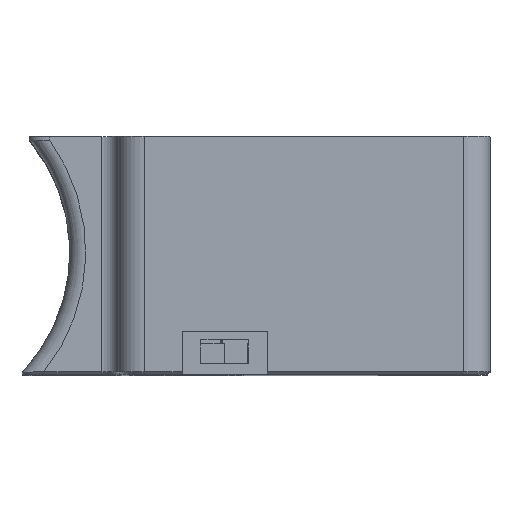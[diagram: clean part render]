
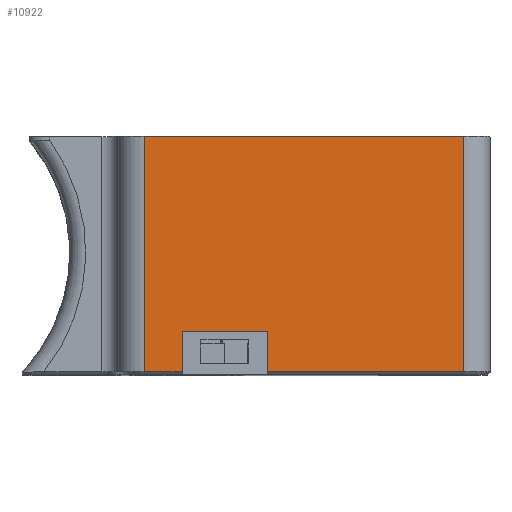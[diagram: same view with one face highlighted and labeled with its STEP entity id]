
A CAD part, top view. The second image highlights one B-rep face of the part: STEP entity #10922.
In plain terms, the highlighted planar face has unit normal (0, 0, 1).
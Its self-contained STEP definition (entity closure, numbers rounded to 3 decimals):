
#491=FACE_OUTER_BOUND('',#1081,.T.);
#1081=EDGE_LOOP('',(#8052,#8053,#8054,#8055,#8056,#8057,#8058,#8059));
#2253=LINE('',#16719,#3559);
#2298=LINE('',#16811,#3604);
#2300=LINE('',#16815,#3606);
#2301=LINE('',#16816,#3607);
#2302=LINE('',#16818,#3608);
#2303=LINE('',#16820,#3609);
#2304=LINE('',#16822,#3610);
#2305=LINE('',#16823,#3611);
#3559=VECTOR('',#13356,10.);
#3604=VECTOR('',#13431,10.);
#3606=VECTOR('',#13435,10.);
#3607=VECTOR('',#13436,10.);
#3608=VECTOR('',#13437,10.);
#3609=VECTOR('',#13438,10.);
#3610=VECTOR('',#13439,10.);
#3611=VECTOR('',#13440,10.);
#4852=VERTEX_POINT('',#16716);
#4853=VERTEX_POINT('',#16718);
#4884=VERTEX_POINT('',#16808);
#4885=VERTEX_POINT('',#16810);
#4886=VERTEX_POINT('',#16814);
#4887=VERTEX_POINT('',#16817);
#4888=VERTEX_POINT('',#16819);
#4889=VERTEX_POINT('',#16821);
#6082=EDGE_CURVE('',#4852,#4853,#2253,.T.);
#6128=EDGE_CURVE('',#4885,#4884,#2298,.T.);
#6130=EDGE_CURVE('',#4886,#4852,#2300,.T.);
#6131=EDGE_CURVE('',#4886,#4885,#2301,.T.);
#6132=EDGE_CURVE('',#4884,#4887,#2302,.T.);
#6133=EDGE_CURVE('',#4888,#4887,#2303,.T.);
#6134=EDGE_CURVE('',#4889,#4888,#2304,.T.);
#6135=EDGE_CURVE('',#4853,#4889,#2305,.T.);
#8052=ORIENTED_EDGE('',*,*,#6082,.F.);
#8053=ORIENTED_EDGE('',*,*,#6130,.F.);
#8054=ORIENTED_EDGE('',*,*,#6131,.T.);
#8055=ORIENTED_EDGE('',*,*,#6128,.T.);
#8056=ORIENTED_EDGE('',*,*,#6132,.T.);
#8057=ORIENTED_EDGE('',*,*,#6133,.F.);
#8058=ORIENTED_EDGE('',*,*,#6134,.F.);
#8059=ORIENTED_EDGE('',*,*,#6135,.F.);
#10426=PLANE('',#11666);
#10922=ADVANCED_FACE('',(#491),#10426,.T.);
#11666=AXIS2_PLACEMENT_3D('',#16813,#13433,#13434);
#13356=DIRECTION('',(0.,1.,0.));
#13431=DIRECTION('',(1.,0.,0.));
#13433=DIRECTION('center_axis',(0.,0.,1.));
#13434=DIRECTION('ref_axis',(-1.,0.,0.));
#13435=DIRECTION('',(-1.,0.,0.));
#13436=DIRECTION('',(0.,1.,0.));
#13437=DIRECTION('',(0.,-1.,0.));
#13438=DIRECTION('',(-1.,0.,0.));
#13439=DIRECTION('',(0.,-1.,0.));
#13440=DIRECTION('',(1.,0.,0.));
#16716=CARTESIAN_POINT('',(5.,-1.5,127.5));
#16718=CARTESIAN_POINT('',(5.,42.75,127.5));
#16719=CARTESIAN_POINT('',(5.,0.,127.5));
#16808=CARTESIAN_POINT('',(28.141,6.147,127.5));
#16810=CARTESIAN_POINT('',(12.141,6.147,127.5));
#16811=CARTESIAN_POINT('',(27.32,6.147,127.5));
#16813=CARTESIAN_POINT('Origin',(42.5,0.,127.5));
#16814=CARTESIAN_POINT('',(12.141,-1.5,127.5));
#16815=CARTESIAN_POINT('',(38.75,-1.5,127.5));
#16816=CARTESIAN_POINT('',(12.141,-1.027,127.5));
#16817=CARTESIAN_POINT('',(28.141,-1.5,127.5));
#16818=CARTESIAN_POINT('',(28.141,3.073,127.5));
#16819=CARTESIAN_POINT('',(65.,-1.5,127.5));
#16820=CARTESIAN_POINT('',(38.75,-1.5,127.5));
#16821=CARTESIAN_POINT('',(65.,42.75,127.5));
#16822=CARTESIAN_POINT('',(65.,0.,127.5));
#16823=CARTESIAN_POINT('',(42.5,42.75,127.5));
